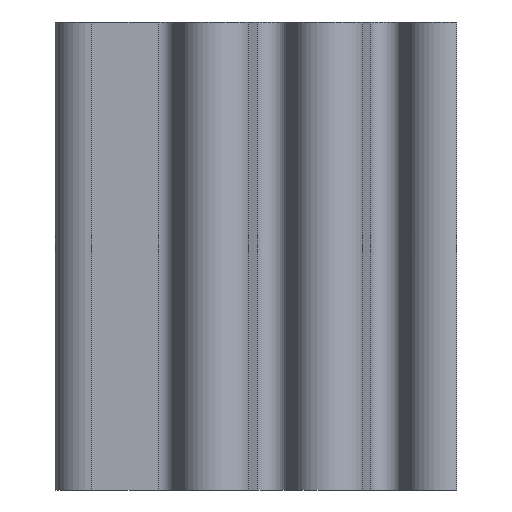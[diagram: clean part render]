
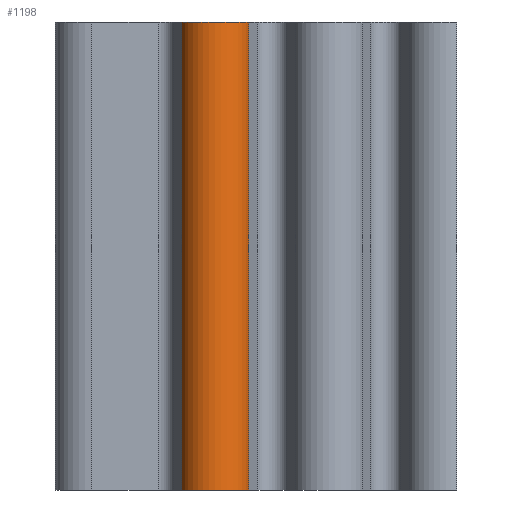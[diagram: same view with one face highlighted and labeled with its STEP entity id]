
A CAD part, left-side view. The second image highlights one B-rep face of the part: STEP entity #1198.
In plain terms, the highlighted cylindrical face has radius 2.7 mm (diameter 5.4 mm), a partial arc.
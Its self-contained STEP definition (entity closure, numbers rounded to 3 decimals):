
#51=CIRCLE('',#1317,2.7);
#52=CIRCLE('',#1318,2.7);
#93=CYLINDRICAL_SURFACE('',#1316,2.7);
#142=FACE_OUTER_BOUND('',#204,.T.);
#204=EDGE_LOOP('',(#917,#918,#919,#920));
#304=LINE('',#1956,#424);
#305=LINE('',#1962,#425);
#424=VECTOR('',#1588,10.);
#425=VECTOR('',#1595,10.);
#543=VERTEX_POINT('',#1952);
#544=VERTEX_POINT('',#1954);
#545=VERTEX_POINT('',#1958);
#546=VERTEX_POINT('',#1960);
#700=EDGE_CURVE('',#543,#544,#304,.T.);
#701=EDGE_CURVE('',#545,#543,#51,.T.);
#702=EDGE_CURVE('',#546,#544,#52,.T.);
#703=EDGE_CURVE('',#545,#546,#305,.T.);
#917=ORIENTED_EDGE('',*,*,#701,.T.);
#918=ORIENTED_EDGE('',*,*,#700,.T.);
#919=ORIENTED_EDGE('',*,*,#702,.F.);
#920=ORIENTED_EDGE('',*,*,#703,.F.);
#1198=ADVANCED_FACE('',(#142),#93,.T.);
#1316=AXIS2_PLACEMENT_3D('',#1957,#1589,#1590);
#1317=AXIS2_PLACEMENT_3D('',#1959,#1591,#1592);
#1318=AXIS2_PLACEMENT_3D('',#1961,#1593,#1594);
#1588=DIRECTION('',(0.,0.,1.));
#1589=DIRECTION('center_axis',(0.,0.,1.));
#1590=DIRECTION('ref_axis',(-0.376,0.927,0.));
#1591=DIRECTION('center_axis',(0.,0.,1.));
#1592=DIRECTION('ref_axis',(-0.376,0.927,0.));
#1593=DIRECTION('center_axis',(0.,0.,1.));
#1594=DIRECTION('ref_axis',(-0.376,0.927,0.));
#1595=DIRECTION('',(0.,0.,1.));
#1952=CARTESIAN_POINT('',(-14.655,113.229,0.));
#1954=CARTESIAN_POINT('',(-14.655,113.229,35.));
#1956=CARTESIAN_POINT('',(-14.655,113.229,0.));
#1957=CARTESIAN_POINT('Origin',(-13.639,115.731,0.));
#1958=CARTESIAN_POINT('',(-14.655,118.232,0.));
#1959=CARTESIAN_POINT('Origin',(-13.639,115.731,0.));
#1960=CARTESIAN_POINT('',(-14.655,118.232,35.));
#1961=CARTESIAN_POINT('Origin',(-13.639,115.731,35.));
#1962=CARTESIAN_POINT('',(-14.655,118.232,0.));
